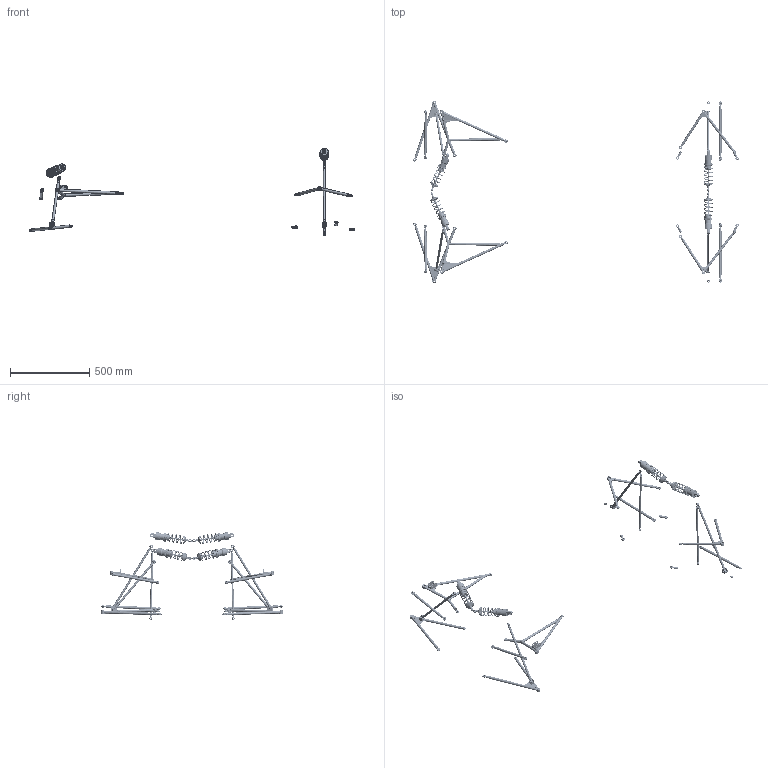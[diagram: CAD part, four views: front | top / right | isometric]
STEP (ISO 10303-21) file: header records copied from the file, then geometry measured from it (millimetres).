
FILE_DESCRIPTION(/* description */ (''),/* implementation_level */ '2;1');
FILE_NAME(/* name */ 'AssyTsutsui2018A.stp',/* time_stamp */ '2018-05-19T17:51:36+09:00',/* author */ ('ku_sk'),/* organization */ (''),/* preprocessor_version */ 'ST-DEVELOPER v17',/* originating_system */ 'Autodesk Inventor 2018',/* authorisation */ '');
FILE_SCHEMA (('AUTOMOTIVE_DESIGN { 1 0 10303 214 3 1 1 }'));
Length unit declared in the file: millimetre
Products named in the file (93): AssyTsutsui2018A; AssyTsutsui2018; RLArmAssy; RLArm; FUArmAssy; FUArm; Symmetry of DamperAssy 155; Symmetry of VISIONSHOCK_155; Symmetry of Spring; Symmetry of PHS 8EC.5; Symmetry of PHS_8ECBody; Symmetry of PHS_8ECBall; RUArm3; RUArm2; ArmEnd1.2; ArmEnd1.2.1; ToeRodAssy; ToeRod; ArmEnd1.0assy; ArmEnd1.0; TieRodAssy; TieRodPipe; SRodEnd1.0Assy; RodEnd1.0; FPushRodAssy; FPushRod; FLArmAssy; FLArm; ArmEnd1.6assy; ArmEnd1.6; MBT8; MTB8 OUT; MBT8 BALL; RPushRodAssy; RPushRod; RodEndAssyM8; POS 8EC.1; POS_8ECBody; POS_8ECBall; JIS B 1181 NUT M8 STEEL GRADE C HEXAGON ...
Assembly tree (144 placements, depth 6):
  AssyTsutsui2018A
    AssyTsutsui2018
      RLArmAssy
        RLArm
        MBT8
          MTB8 OUT
          MBT8 BALL
        ArmEnd1.6assy  x2
          ArmEnd1.6
          POS 8EC.1
            POS_8ECBody
            POS_8ECBall
          JIS B 1181 NUT M8 STEEL GRADE C HEXAGON
      FUArmAssy
        FUArm
        MBT8
          MTB8 OUT
          MBT8 BALL
        ArmEnd1.0assy  x2
          ArmEnd1.0
          POS 8EC.1
            POS_8ECBody
            POS_8ECBall
          JIS B 1181 NUT M8 STEEL GRADE C HEXAGON
      Symmetry of DamperAssy 155  x2
        Symmetry of VISIONSHOCK_155
        Symmetry of Spring
        Symmetry of PHS 8EC.5
          Symmetry of PHS_8ECBody
          Symmetry of PHS_8ECBall
      RUArm3
        RUArm2
        ArmEnd1.2  x2
          ArmEnd1.2.1
          POS 8EC.1
            POS_8ECBody
            POS_8ECBall
          JIS B 1181 NUT M8 STEEL GRADE C HEXAGON
        MBT8
          MTB8 OUT
          MBT8 BALL
      ToeRodAssy
        ToeRod
        ArmEnd1.0assy  x2
          ArmEnd1.0
          POS 8EC.1
            POS_8ECBody
            POS_8ECBall
          JIS B 1181 NUT M8 STEEL GRADE C HEXAGON
      TieRodAssy
        TieRodPipe
        SRodEnd1.0Assy  x2
          RodEnd1.0
          JIS B 1181 NUT M8 STEEL GRADE C HEXAGON
          POS 8EC.1
            POS_8ECBody
            POS_8ECBall
      FPushRodAssy
        FPushRod
        POS 8EC.1  x2
Bounding box: 2053.88 x 1149.01 x 553.91 mm (x, y, z)
Volume: 1706535.7 mm3; surface area: 1030689.1 mm2
Topology: 184 solids, 192 shells, 2424 faces, 6046 edges, 4130 vertices
Faces by surface type: plane 1112, cylinder 464, bspline 352, cone 168, torus 168, sphere 160
Full cylindrical faces by diameter (mm): 2 x4, 4.918 x4, 6 x8, 6.4 x20, 6.647 x40, 8 x100, 9.5 x4, 12 x10, 12.5 x4, 12.6 x8, 12.7 x4, 13.4 x4, 13.5 x10, 13.8 x12, 13.9 x8, 14 x4, 15.9 x24, 16 x24, 18 x8, 19 x14, 25 x6, 38 x8, 47 x4, 53 x4, 54.2 x4
Entity records: 38821 total; most frequent: CARTESIAN_POINT 15893, DIRECTION 4564, ORIENTED_EDGE 4036, EDGE_CURVE 2018, AXIS2_PLACEMENT_3D 1951, VERTEX_POINT 1382, EDGE_LOOP 1016, CIRCLE 850
